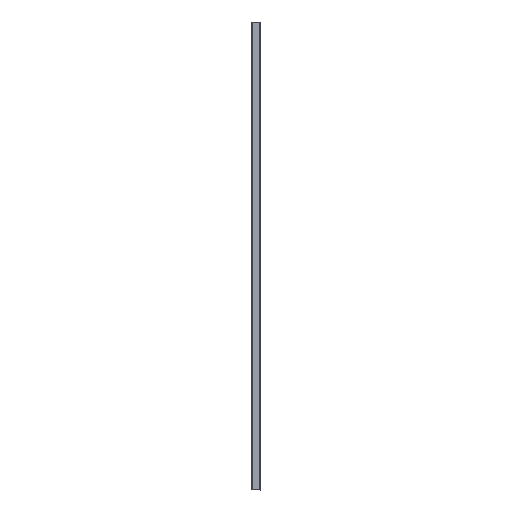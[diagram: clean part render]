
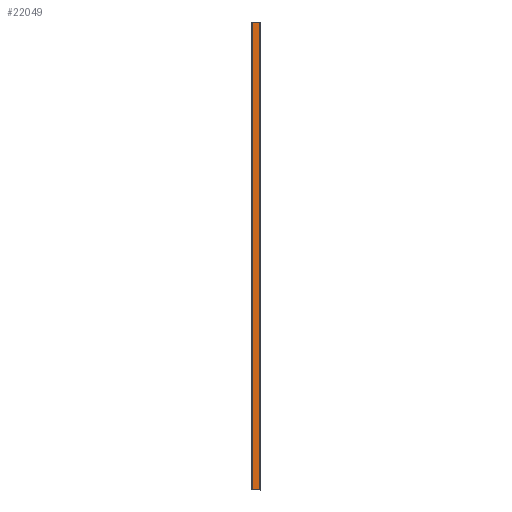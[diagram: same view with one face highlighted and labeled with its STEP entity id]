
A CAD part, top view. The second image highlights one B-rep face of the part: STEP entity #22049.
In plain terms, the highlighted face is planar.
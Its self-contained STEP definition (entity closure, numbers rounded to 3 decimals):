
#2773 = DIRECTION ( 'NONE',  ( 0., 0., 1. ) ) ;
#5685 = CARTESIAN_POINT ( 'NONE',  ( -175., 36., 1000. ) ) ;
#9481 = EDGE_CURVE ( 'NONE', #23121, #32147, #21390, .T. ) ;
#9748 = DIRECTION ( 'NONE',  ( 0., 0., -1. ) ) ;
#10094 = CARTESIAN_POINT ( 'NONE',  ( -175., 36., -1000. ) ) ;
#11765 = VERTEX_POINT ( 'NONE', #14849 ) ;
#12171 = CARTESIAN_POINT ( 'NONE',  ( -175., 1., -1000. ) ) ;
#12230 = CARTESIAN_POINT ( 'NONE',  ( -175., 36., 1000. ) ) ;
#12834 = VERTEX_POINT ( 'NONE', #12171 ) ;
#12857 = LINE ( 'NONE', #12230, #20908 ) ;
#13152 = DIRECTION ( 'NONE',  ( 0., 1., 0. ) ) ;
#13378 = VECTOR ( 'NONE', #9748, 1000. ) ;
#14423 = EDGE_CURVE ( 'NONE', #12834, #32147, #30854, .T. ) ;
#14849 = CARTESIAN_POINT ( 'NONE',  ( -175., 1., 1000. ) ) ;
#17963 = CARTESIAN_POINT ( 'NONE',  ( -175., 1., 1000. ) ) ;
#18449 = EDGE_LOOP ( 'NONE', ( #27024, #27473, #28859, #29806 ) ) ;
#18744 = CARTESIAN_POINT ( 'NONE',  ( -175., 34., 1000. ) ) ;
#20898 = DIRECTION ( 'NONE',  ( -1., 0., 0. ) ) ;
#20908 = VECTOR ( 'NONE', #30270, 1000. ) ;
#20990 = DIRECTION ( 'NONE',  ( 0., 0., -1. ) ) ;
#21390 = LINE ( 'NONE', #18744, #13378 ) ;
#22049 = ADVANCED_FACE ( 'NONE', ( #36253 ), #38860, .T. ) ;
#22903 = CARTESIAN_POINT ( 'NONE',  ( -175., 34., -1000. ) ) ;
#23121 = VERTEX_POINT ( 'NONE', #35270 ) ;
#24599 = AXIS2_PLACEMENT_3D ( 'NONE', #5685, #20898, #2773 ) ;
#27024 = ORIENTED_EDGE ( 'NONE', *, *, #14423, .F. ) ;
#27473 = ORIENTED_EDGE ( 'NONE', *, *, #38507, .F. ) ;
#28859 = ORIENTED_EDGE ( 'NONE', *, *, #29333, .T. ) ;
#29202 = VECTOR ( 'NONE', #20990, 1000. ) ;
#29333 = EDGE_CURVE ( 'NONE', #11765, #23121, #12857, .T. ) ;
#29806 = ORIENTED_EDGE ( 'NONE', *, *, #9481, .T. ) ;
#29896 = VECTOR ( 'NONE', #13152, 1000. ) ;
#30270 = DIRECTION ( 'NONE',  ( 0., 1., 0. ) ) ;
#30854 = LINE ( 'NONE', #10094, #29896 ) ;
#32147 = VERTEX_POINT ( 'NONE', #22903 ) ;
#35270 = CARTESIAN_POINT ( 'NONE',  ( -175., 34., 1000. ) ) ;
#36253 = FACE_OUTER_BOUND ( 'NONE', #18449, .T. ) ;
#37231 = LINE ( 'NONE', #17963, #29202 ) ;
#38507 = EDGE_CURVE ( 'NONE', #11765, #12834, #37231, .T. ) ;
#38860 = PLANE ( 'NONE',  #24599 ) ;
